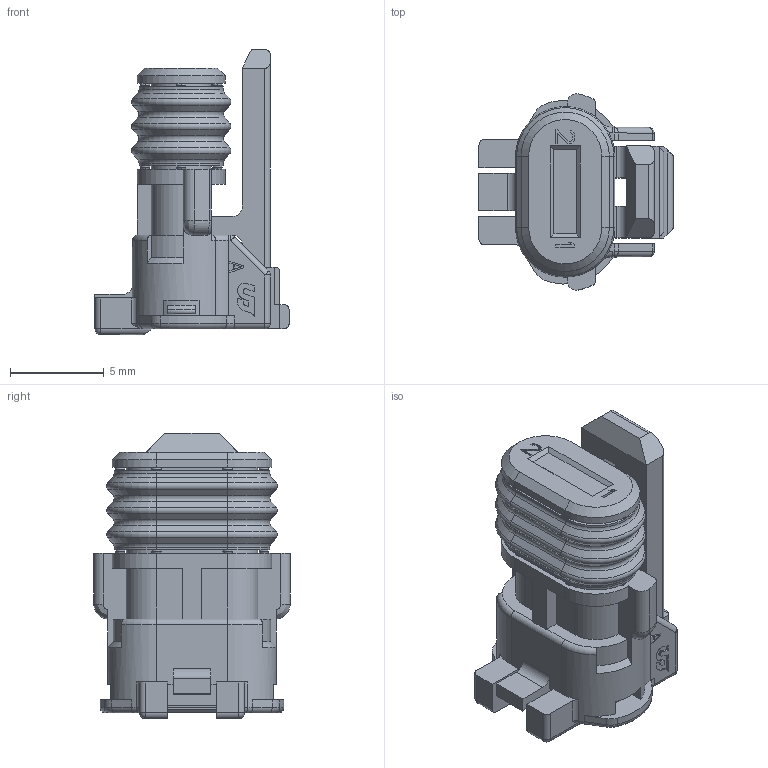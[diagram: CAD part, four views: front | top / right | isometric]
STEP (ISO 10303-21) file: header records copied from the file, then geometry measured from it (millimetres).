
FILE_DESCRIPTION((''),'2;1');
FILE_NAME('C_KH1700118_REV2','2018-10-15T',('solhlee'),(''),'CREO PARAMETRIC BY PTC INC, 2015480','CREO PARAMETRIC BY PTC INC, 2015480','');
FILE_SCHEMA(('CONFIG_CONTROL_DESIGN'));
Length unit declared in the file: millimetre
Products named in the file (1): C_KH1700118_REV2
Bounding box: 10.35 x 10.47 x 15.2 mm (x, y, z)
Volume: 609.8 mm3; surface area: 849.5 mm2
Topology: 1 solids, 1 shells, 445 faces, 1144 edges, 714 vertices
Faces by surface type: plane 218, cylinder 137, torus 58, cone 20, sphere 8, bspline 4
Entity records: 14253 total; most frequent: CARTESIAN_POINT 3144, DIRECTION 2374, ORIENTED_EDGE 2288, EDGE_CURVE 1144, AXIS2_PLACEMENT_3D 829, VECTOR 716, LINE 716, VERTEX_POINT 714
